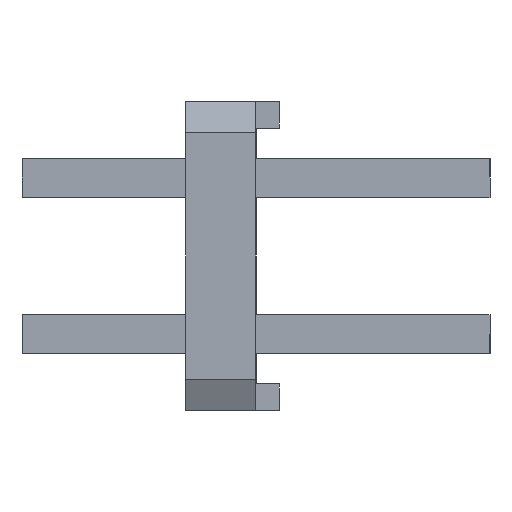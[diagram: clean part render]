
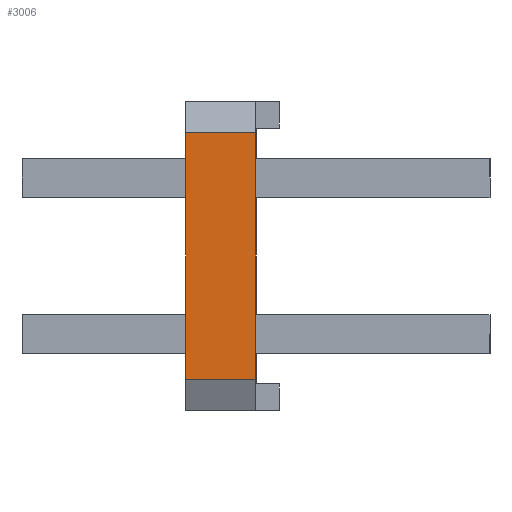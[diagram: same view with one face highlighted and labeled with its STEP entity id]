
A CAD part, left-side view. The second image highlights one B-rep face of the part: STEP entity #3006.
In plain terms, the highlighted planar face has unit normal (-1, 0, 0).
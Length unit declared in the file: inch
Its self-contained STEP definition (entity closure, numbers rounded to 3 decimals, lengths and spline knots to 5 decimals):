
#467=ORIENTED_EDGE('',*,*,#987,.F.);
#468=ORIENTED_EDGE('',*,*,#1129,.F.);
#469=ORIENTED_EDGE('',*,*,#899,.F.);
#470=ORIENTED_EDGE('',*,*,#1130,.T.);
#899=EDGE_CURVE('',#1319,#1320,#1595,.T.);
#987=EDGE_CURVE('',#1407,#1408,#1683,.T.);
#1129=EDGE_CURVE('',#1320,#1407,#1825,.T.);
#1130=EDGE_CURVE('',#1319,#1408,#1826,.T.);
#1319=VERTEX_POINT('',#4087);
#1320=VERTEX_POINT('',#4089);
#1407=VERTEX_POINT('',#4264);
#1408=VERTEX_POINT('',#4266);
#1595=LINE('',#4088,#2015);
#1683=LINE('',#4265,#2103);
#1825=LINE('',#4532,#2245);
#1826=LINE('',#4533,#2246);
#2015=VECTOR('',#3315,39.37008);
#2103=VECTOR('',#3405,39.37008);
#2245=VECTOR('',#3687,39.37008);
#2246=VECTOR('',#3688,39.37008);
#2490=EDGE_LOOP('',(#467,#468,#469,#470));
#2674=FACE_BOUND('',#2490,.T.);
#2846=PLANE('',#3192);
#3006=ADVANCED_FACE('',(#2674),#2846,.F.);
#3192=AXIS2_PLACEMENT_3D('',#4531,#3685,#3686);
#3315=DIRECTION('',(0.,0.,1.));
#3405=DIRECTION('',(0.,0.,-1.));
#3685=DIRECTION('',(1.,0.,0.));
#3686=DIRECTION('',(0.,0.,-1.));
#3687=DIRECTION('',(0.,-1.,0.));
#3688=DIRECTION('',(0.,-1.,0.));
#4087=CARTESIAN_POINT('',(-0.15,0.06,-0.079));
#4088=CARTESIAN_POINT('',(-0.15,0.06,-0.079));
#4089=CARTESIAN_POINT('',(-0.15,0.06,0.079));
#4264=CARTESIAN_POINT('',(-0.15,0.015,0.079));
#4265=CARTESIAN_POINT('',(-0.15,0.015,-0.079));
#4266=CARTESIAN_POINT('',(-0.15,0.015,-0.079));
#4531=CARTESIAN_POINT('',(-0.15,0.06,-0.079));
#4532=CARTESIAN_POINT('',(-0.15,0.06,0.079));
#4533=CARTESIAN_POINT('',(-0.15,0.06,-0.079));
